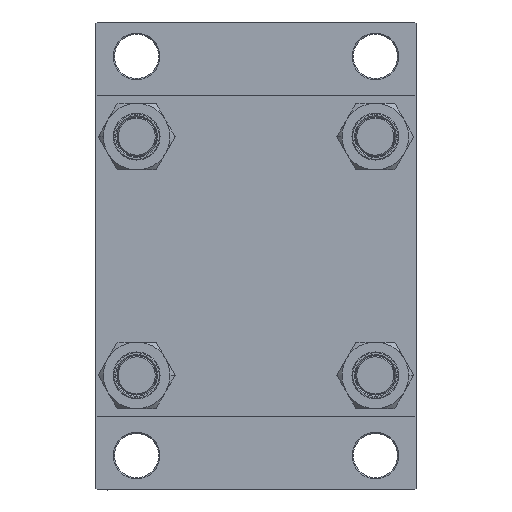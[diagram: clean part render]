
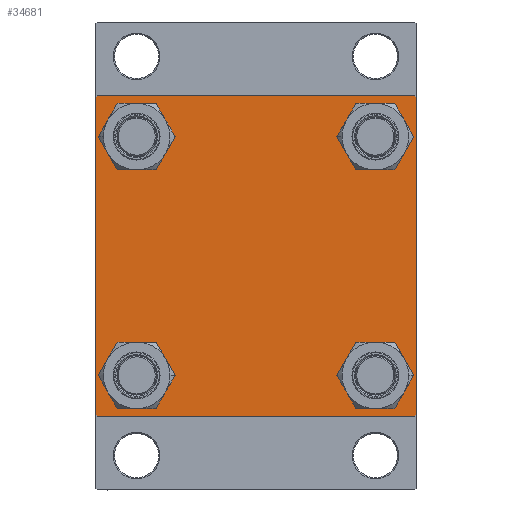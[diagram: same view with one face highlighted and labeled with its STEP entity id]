
A CAD part, left-side view. The second image highlights one B-rep face of the part: STEP entity #34681.
In plain terms, the highlighted planar face has unit normal (-1, 0, 0).
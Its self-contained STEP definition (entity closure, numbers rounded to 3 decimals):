
#7 = DIRECTION ( 'NONE',  ( 0., 0., 1. ) ) ;
#159 = VERTEX_POINT ( 'NONE', #19679 ) ;
#344 = LINE ( 'NONE', #4488, #17451 ) ;
#462 = EDGE_LOOP ( 'NONE', ( #41610, #2312 ) ) ;
#826 = DIRECTION ( 'NONE',  ( 1., 0., 0. ) ) ;
#1426 = ORIENTED_EDGE ( 'NONE', *, *, #31787, .T. ) ;
#1469 = VERTEX_POINT ( 'NONE', #5214 ) ;
#1770 = CARTESIAN_POINT ( 'NONE',  ( 0., -65., 64.5 ) ) ;
#2102 = CARTESIAN_POINT ( 'NONE',  ( 0., 64.75, -64.75 ) ) ;
#2312 = ORIENTED_EDGE ( 'NONE', *, *, #19345, .T. ) ;
#3051 = AXIS2_PLACEMENT_3D ( 'NONE', #45183, #19027, #7 ) ;
#3263 = DIRECTION ( 'NONE',  ( 0., 0.707, 0.707 ) ) ;
#3553 = VERTEX_POINT ( 'NONE', #25473 ) ;
#3739 = CARTESIAN_POINT ( 'NONE',  ( 0., -64.75, 64.75 ) ) ;
#4069 = ORIENTED_EDGE ( 'NONE', *, *, #38445, .T. ) ;
#4136 = ORIENTED_EDGE ( 'NONE', *, *, #30144, .F. ) ;
#4383 = FACE_BOUND ( 'NONE', #462, .T. ) ;
#4488 = CARTESIAN_POINT ( 'NONE',  ( 0., 65., 65. ) ) ;
#4729 = DIRECTION ( 'NONE',  ( 0., 0., -1. ) ) ;
#5214 = CARTESIAN_POINT ( 'NONE',  ( 0., -64.5, -65. ) ) ;
#6063 = CARTESIAN_POINT ( 'NONE',  ( 0., -48.45, 48.45 ) ) ;
#6165 = VECTOR ( 'NONE', #24704, 1000. ) ;
#6585 = AXIS2_PLACEMENT_3D ( 'NONE', #7194, #826, #37708 ) ;
#6900 = VECTOR ( 'NONE', #24323, 1000. ) ;
#7194 = CARTESIAN_POINT ( 'NONE',  ( 0., 48.45, 48.45 ) ) ;
#7450 = EDGE_LOOP ( 'NONE', ( #24325, #34659, #9902, #26342, #10261, #4069, #4136, #1426 ) ) ;
#7570 = FACE_BOUND ( 'NONE', #41224, .T. ) ;
#7834 = VERTEX_POINT ( 'NONE', #11598 ) ;
#8452 = CIRCLE ( 'NONE', #9143, 8.5 ) ;
#9143 = AXIS2_PLACEMENT_3D ( 'NONE', #32038, #36188, #13219 ) ;
#9217 = AXIS2_PLACEMENT_3D ( 'NONE', #9314, #32931, #36360 ) ;
#9314 = CARTESIAN_POINT ( 'NONE',  ( 0., -48.45, 48.45 ) ) ;
#9412 = VERTEX_POINT ( 'NONE', #28791 ) ;
#9576 = DIRECTION ( 'NONE',  ( 0., -0.707, 0.707 ) ) ;
#9656 = EDGE_LOOP ( 'NONE', ( #36101, #15531 ) ) ;
#9843 = CARTESIAN_POINT ( 'NONE',  ( 0., -48.45, 56.95 ) ) ;
#9902 = ORIENTED_EDGE ( 'NONE', *, *, #47835, .T. ) ;
#10261 = ORIENTED_EDGE ( 'NONE', *, *, #11683, .F. ) ;
#10268 = VERTEX_POINT ( 'NONE', #40232 ) ;
#10726 = VECTOR ( 'NONE', #15526, 1000. ) ;
#11235 = EDGE_CURVE ( 'NONE', #37132, #9412, #44890, .T. ) ;
#11598 = CARTESIAN_POINT ( 'NONE',  ( 0., 48.45, 56.95 ) ) ;
#11683 = EDGE_CURVE ( 'NONE', #18806, #10268, #45537, .T. ) ;
#12342 = LINE ( 'NONE', #27235, #10726 ) ;
#12375 = LINE ( 'NONE', #2102, #6900 ) ;
#12882 = AXIS2_PLACEMENT_3D ( 'NONE', #37771, #22631, #15779 ) ;
#13143 = VECTOR ( 'NONE', #29320, 1000. ) ;
#13219 = DIRECTION ( 'NONE',  ( 0., 0., 1. ) ) ;
#13340 = EDGE_CURVE ( 'NONE', #45571, #23802, #36374, .T. ) ;
#13493 = ORIENTED_EDGE ( 'NONE', *, *, #42582, .T. ) ;
#13600 = DIRECTION ( 'NONE',  ( 1., 0., 0. ) ) ;
#14272 = VERTEX_POINT ( 'NONE', #37437 ) ;
#14446 = EDGE_CURVE ( 'NONE', #23802, #45571, #16255, .T. ) ;
#14904 = VECTOR ( 'NONE', #9576, 1000. ) ;
#15016 = CARTESIAN_POINT ( 'NONE',  ( 0., -48.45, 39.95 ) ) ;
#15303 = AXIS2_PLACEMENT_3D ( 'NONE', #6063, #21923, #20944 ) ;
#15526 = DIRECTION ( 'NONE',  ( 0., 0.707, -0.707 ) ) ;
#15531 = ORIENTED_EDGE ( 'NONE', *, *, #22386, .T. ) ;
#15627 = VECTOR ( 'NONE', #3263, 1000. ) ;
#15659 = CIRCLE ( 'NONE', #40640, 8.5 ) ;
#15722 = DIRECTION ( 'NONE',  ( 0., 0., -1. ) ) ;
#15779 = DIRECTION ( 'NONE',  ( 0., 0., 1. ) ) ;
#16255 = CIRCLE ( 'NONE', #9217, 8.5 ) ;
#16771 = AXIS2_PLACEMENT_3D ( 'NONE', #47083, #13600, #28493 ) ;
#16885 = CARTESIAN_POINT ( 'NONE',  ( 0., -64.75, -64.75 ) ) ;
#17005 = CARTESIAN_POINT ( 'NONE',  ( 0., 48.45, -39.95 ) ) ;
#17451 = VECTOR ( 'NONE', #4729, 1000. ) ;
#17486 = CIRCLE ( 'NONE', #6585, 8.5 ) ;
#18104 = EDGE_CURVE ( 'NONE', #14272, #36906, #344, .T. ) ;
#18330 = CARTESIAN_POINT ( 'NONE',  ( 0., 65., 65. ) ) ;
#18806 = VERTEX_POINT ( 'NONE', #1770 ) ;
#19027 = DIRECTION ( 'NONE',  ( -1., 0., 0. ) ) ;
#19147 = CIRCLE ( 'NONE', #16771, 8.5 ) ;
#19345 = EDGE_CURVE ( 'NONE', #36448, #7834, #17486, .T. ) ;
#19679 = CARTESIAN_POINT ( 'NONE',  ( 0., 64.5, 65. ) ) ;
#20944 = DIRECTION ( 'NONE',  ( 0., 0., 1. ) ) ;
#21056 = CARTESIAN_POINT ( 'NONE',  ( 0., -48.45, -56.95 ) ) ;
#21190 = CARTESIAN_POINT ( 'NONE',  ( 0., 64.5, -65. ) ) ;
#21271 = CARTESIAN_POINT ( 'NONE',  ( 0., 65., -65. ) ) ;
#21576 = LINE ( 'NONE', #3739, #15627 ) ;
#21923 = DIRECTION ( 'NONE',  ( 1., 0., 0. ) ) ;
#22361 = CARTESIAN_POINT ( 'NONE',  ( 0., 48.45, 39.95 ) ) ;
#22386 = EDGE_CURVE ( 'NONE', #9412, #37132, #19147, .T. ) ;
#22429 = CARTESIAN_POINT ( 'NONE',  ( 0., -48.45, -48.45 ) ) ;
#22631 = DIRECTION ( 'NONE',  ( 1., 0., 0. ) ) ;
#22705 = FACE_BOUND ( 'NONE', #23960, .T. ) ;
#23299 = CARTESIAN_POINT ( 'NONE',  ( 0., -65., 65. ) ) ;
#23802 = VERTEX_POINT ( 'NONE', #9843 ) ;
#23960 = EDGE_LOOP ( 'NONE', ( #45715, #25398 ) ) ;
#24323 = DIRECTION ( 'NONE',  ( 0., -0.707, -0.707 ) ) ;
#24325 = ORIENTED_EDGE ( 'NONE', *, *, #18104, .T. ) ;
#24334 = CIRCLE ( 'NONE', #30582, 8.5 ) ;
#24704 = DIRECTION ( 'NONE',  ( 0., -1., 0. ) ) ;
#24891 = CARTESIAN_POINT ( 'NONE',  ( 0., 65., -64.5 ) ) ;
#25398 = ORIENTED_EDGE ( 'NONE', *, *, #13340, .T. ) ;
#25473 = CARTESIAN_POINT ( 'NONE',  ( 0., -48.45, -39.95 ) ) ;
#26342 = ORIENTED_EDGE ( 'NONE', *, *, #39377, .T. ) ;
#27235 = CARTESIAN_POINT ( 'NONE',  ( 0., 64.75, 64.75 ) ) ;
#28493 = DIRECTION ( 'NONE',  ( 0., 0., 1. ) ) ;
#28791 = CARTESIAN_POINT ( 'NONE',  ( 0., 48.45, -56.95 ) ) ;
#29320 = DIRECTION ( 'NONE',  ( 0., -1., 0. ) ) ;
#29992 = DIRECTION ( 'NONE',  ( 1., 0., 0. ) ) ;
#30082 = EDGE_CURVE ( 'NONE', #7834, #36448, #8452, .T. ) ;
#30144 = EDGE_CURVE ( 'NONE', #159, #37884, #33488, .T. ) ;
#30582 = AXIS2_PLACEMENT_3D ( 'NONE', #32745, #36659, #43514 ) ;
#31787 = EDGE_CURVE ( 'NONE', #159, #14272, #12342, .T. ) ;
#32038 = CARTESIAN_POINT ( 'NONE',  ( 0., 48.45, 48.45 ) ) ;
#32745 = CARTESIAN_POINT ( 'NONE',  ( 0., -48.45, -48.45 ) ) ;
#32931 = DIRECTION ( 'NONE',  ( 1., 0., 0. ) ) ;
#33488 = LINE ( 'NONE', #18330, #13143 ) ;
#34659 = ORIENTED_EDGE ( 'NONE', *, *, #46436, .T. ) ;
#34681 = ADVANCED_FACE ( 'NONE', ( #22705, #7570, #45429, #4383, #37611 ), #41518, .T. ) ;
#36101 = ORIENTED_EDGE ( 'NONE', *, *, #11235, .T. ) ;
#36188 = DIRECTION ( 'NONE',  ( 1., 0., 0. ) ) ;
#36360 = DIRECTION ( 'NONE',  ( 0., 0., 1. ) ) ;
#36374 = CIRCLE ( 'NONE', #15303, 8.5 ) ;
#36448 = VERTEX_POINT ( 'NONE', #22361 ) ;
#36659 = DIRECTION ( 'NONE',  ( 1., 0., 0. ) ) ;
#36906 = VERTEX_POINT ( 'NONE', #24891 ) ;
#37132 = VERTEX_POINT ( 'NONE', #17005 ) ;
#37437 = CARTESIAN_POINT ( 'NONE',  ( 0., 65., 64.5 ) ) ;
#37611 = FACE_OUTER_BOUND ( 'NONE', #7450, .T. ) ;
#37708 = DIRECTION ( 'NONE',  ( 0., 0., 1. ) ) ;
#37771 = CARTESIAN_POINT ( 'NONE',  ( 0., 48.45, -48.45 ) ) ;
#37884 = VERTEX_POINT ( 'NONE', #43050 ) ;
#37906 = VECTOR ( 'NONE', #15722, 1000. ) ;
#38445 = EDGE_CURVE ( 'NONE', #18806, #37884, #21576, .T. ) ;
#39033 = EDGE_CURVE ( 'NONE', #3553, #43896, #15659, .T. ) ;
#39377 = EDGE_CURVE ( 'NONE', #1469, #10268, #43049, .T. ) ;
#40092 = LINE ( 'NONE', #21271, #6165 ) ;
#40232 = CARTESIAN_POINT ( 'NONE',  ( 0., -65., -64.5 ) ) ;
#40640 = AXIS2_PLACEMENT_3D ( 'NONE', #22429, #29992, #44917 ) ;
#41224 = EDGE_LOOP ( 'NONE', ( #42512, #13493 ) ) ;
#41518 = PLANE ( 'NONE',  #3051 ) ;
#41610 = ORIENTED_EDGE ( 'NONE', *, *, #30082, .T. ) ;
#41993 = VERTEX_POINT ( 'NONE', #21190 ) ;
#42512 = ORIENTED_EDGE ( 'NONE', *, *, #39033, .T. ) ;
#42582 = EDGE_CURVE ( 'NONE', #43896, #3553, #24334, .T. ) ;
#43049 = LINE ( 'NONE', #16885, #14904 ) ;
#43050 = CARTESIAN_POINT ( 'NONE',  ( 0., -64.5, 65. ) ) ;
#43514 = DIRECTION ( 'NONE',  ( 0., 0., 1. ) ) ;
#43896 = VERTEX_POINT ( 'NONE', #21056 ) ;
#44890 = CIRCLE ( 'NONE', #12882, 8.5 ) ;
#44917 = DIRECTION ( 'NONE',  ( 0., 0., 1. ) ) ;
#45183 = CARTESIAN_POINT ( 'NONE',  ( 0., 0., 0. ) ) ;
#45429 = FACE_BOUND ( 'NONE', #9656, .T. ) ;
#45537 = LINE ( 'NONE', #23299, #37906 ) ;
#45571 = VERTEX_POINT ( 'NONE', #15016 ) ;
#45715 = ORIENTED_EDGE ( 'NONE', *, *, #14446, .T. ) ;
#46436 = EDGE_CURVE ( 'NONE', #36906, #41993, #12375, .T. ) ;
#47083 = CARTESIAN_POINT ( 'NONE',  ( 0., 48.45, -48.45 ) ) ;
#47835 = EDGE_CURVE ( 'NONE', #41993, #1469, #40092, .T. ) ;
